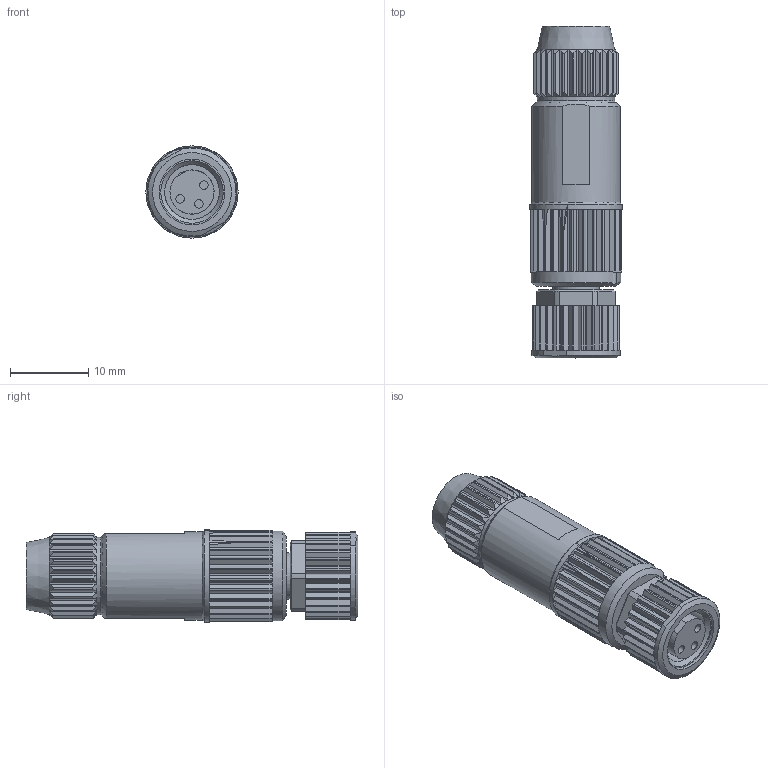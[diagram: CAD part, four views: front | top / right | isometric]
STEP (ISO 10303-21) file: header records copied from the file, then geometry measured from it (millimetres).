
FILE_DESCRIPTION((''),'2;1');
FILE_NAME('7000-08371.stp','2011-07-29T11:58:15',('richterh'),(''),'Autodesk Inventor 2011','Autodesk Inventor 2011','');
FILE_SCHEMA(('AUTOMOTIVE_DESIGN { 1 0 10303 214 1 1 1 1 }'));
Length unit declared in the file: millimetre
Products named in the file (1): 7000-08371
Bounding box: 11.8 x 42.5 x 11.8 mm (x, y, z)
Volume: 3582.3 mm3; surface area: 2443.1 mm2
Topology: 1 solids, 1 shells, 490 faces, 1340 edges, 860 vertices
Faces by surface type: plane 296, cylinder 178, cone 15, torus 1
Full cylindrical faces by diameter (mm): 1.1 x3, 5.2 x1, 5.65 x1, 6 x1, 7 x1, 8.4 x1, 9.9 x1, 11.319 x1, 11.8 x1
Entity records: 16460 total; most frequent: CARTESIAN_POINT 4479, ORIENTED_EDGE 2616, DIRECTION 2418, EDGE_CURVE 1308, AXIS2_PLACEMENT_3D 871, VERTEX_POINT 849, VECTOR 676, LINE 676
